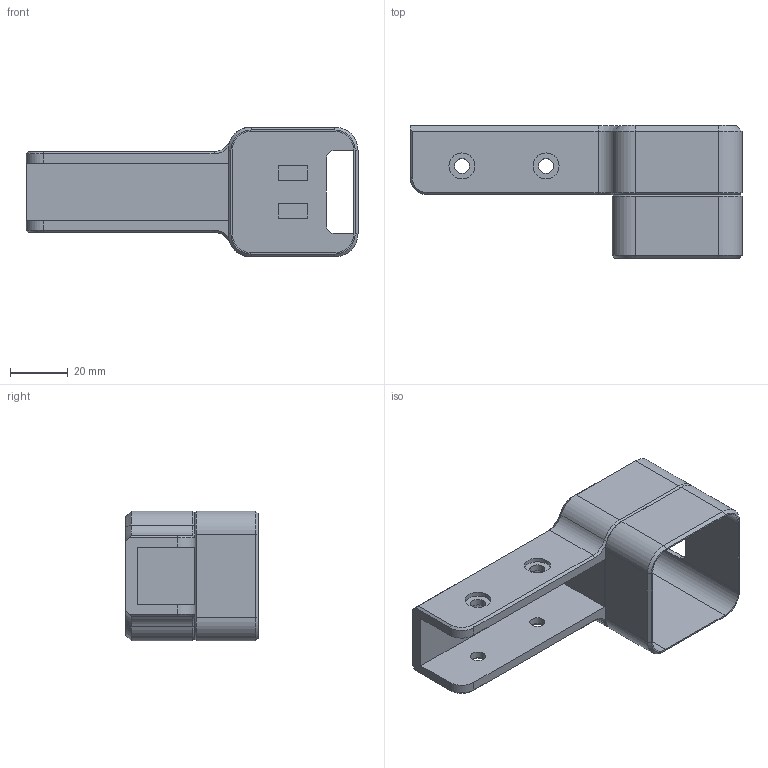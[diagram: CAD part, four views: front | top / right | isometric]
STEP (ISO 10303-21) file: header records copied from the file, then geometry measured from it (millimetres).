
FILE_DESCRIPTION(/* description */ (''),/* implementation_level */ '2;1');
FILE_NAME(/* name */ 'Ulanzi L2.step',/* time_stamp */ '2023-01-31T09:36:55-06:00',/* author */ (''),/* organization */ (''),/* preprocessor_version */ 'ST-DEVELOPER v19.2',/* originating_system */ 'Autodesk Translation Framework v11.17.0.187',/* authorisation */ '');
FILE_SCHEMA (('AUTOMOTIVE_DESIGN { 1 0 10303 214 3 1 1 }'));
Length unit declared in the file: millimetre
Products named in the file (1): Ulanzi L2
Bounding box: 115 x 46 x 45 mm (x, y, z)
Volume: 33554.7 mm3; surface area: 26976.7 mm2
Topology: 1 solids, 1 shells, 356 faces, 949 edges, 618 vertices
Faces by surface type: plane 221, bspline 81, cylinder 32, cone 22
Full cylindrical faces by diameter (mm): 5.2 x4, 9 x4
Entity records: 11702 total; most frequent: CARTESIAN_POINT 3185, ORIENTED_EDGE 1898, DIRECTION 1493, EDGE_CURVE 949, LINE 697, VECTOR 697, VERTEX_POINT 618, AXIS2_PLACEMENT_3D 398
